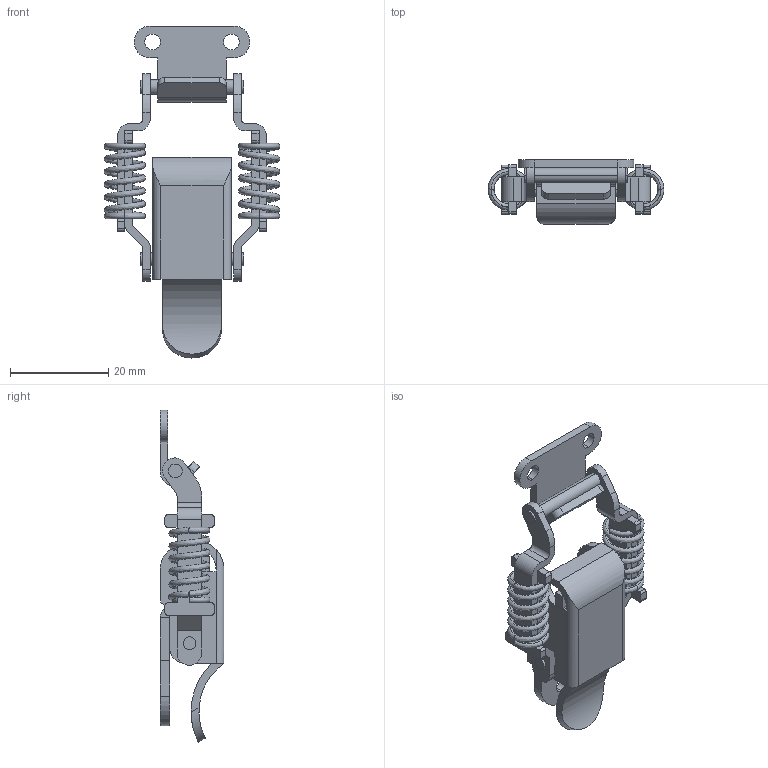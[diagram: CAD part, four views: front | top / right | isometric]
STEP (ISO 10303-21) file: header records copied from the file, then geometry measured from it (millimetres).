
FILE_DESCRIPTION( (''), '2;1');
FILE_NAME ('PC007.55440.TL_207_2_30880.stp','2025-05-19T14:50:55',(''),(''),'spGate 19.8.4 (****-****-****-****)','','');
FILE_SCHEMA (('AUTOMOTIVE_DESIGN'));
Length unit declared in the file: millimetre
Products named in the file (8): Assembly; アーム(A); アーム(B); ベース; レバー; スプリング1; スプリング2; TL-176Z-2
Assembly tree (7 placements, depth 2):
  Assembly
    アーム(A)
    アーム(B)
    ベース
    レバー
    スプリング1
    スプリング2
    TL-176Z-2
Bounding box: 35.73 x 13 x 67.55 mm (x, y, z)
Volume: 4800.5 mm3; surface area: 7822.4 mm2
Topology: 7 solids, 7 shells, 240 faces, 630 edges, 410 vertices
Faces by surface type: plane 124, cylinder 88, bspline 28
Entity records: 15164 total; most frequent: CARTESIAN_POINT 4166, ORIENTED_EDGE 1256, DIRECTION 1176, COLOUR_RGB 875, PRESENTATION_STYLE_ASSIGNMENT 875, STYLED_ITEM 875, EDGE_CURVE 628, DRAUGHTING_PRE_DEFINED_CURVE_FONT 628
